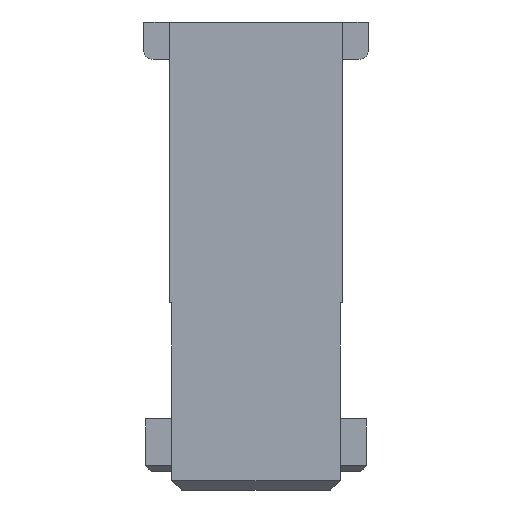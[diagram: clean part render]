
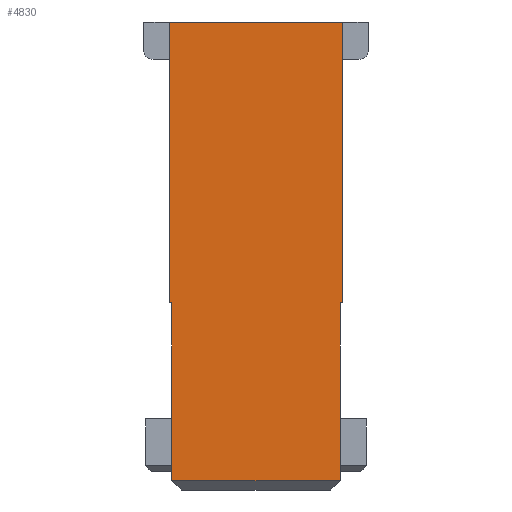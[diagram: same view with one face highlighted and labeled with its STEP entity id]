
A CAD part, left-side view. The second image highlights one B-rep face of the part: STEP entity #4830.
In plain terms, the highlighted planar face has unit normal (-1, 0, 0).
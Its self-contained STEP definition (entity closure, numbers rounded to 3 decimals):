
#1046=ORIENTED_EDGE('',*,*,#1984,.T.);
#1047=ORIENTED_EDGE('',*,*,#1885,.T.);
#1048=ORIENTED_EDGE('',*,*,#1985,.T.);
#1049=ORIENTED_EDGE('',*,*,#1974,.T.);
#1050=ORIENTED_EDGE('',*,*,#1445,.T.);
#1051=ORIENTED_EDGE('',*,*,#1986,.T.);
#1052=ORIENTED_EDGE('',*,*,#1518,.T.);
#1053=ORIENTED_EDGE('',*,*,#1983,.T.);
#1445=EDGE_CURVE('',#2125,#2124,#2571,.T.);
#1518=EDGE_CURVE('',#2173,#2172,#2634,.T.);
#1885=EDGE_CURVE('',#2426,#2429,#2995,.T.);
#1974=EDGE_CURVE('',#2481,#2125,#3084,.T.);
#1983=EDGE_CURVE('',#2172,#2483,#3093,.T.);
#1984=EDGE_CURVE('',#2483,#2426,#3094,.T.);
#1985=EDGE_CURVE('',#2429,#2481,#3095,.T.);
#1986=EDGE_CURVE('',#2124,#2173,#3096,.T.);
#2124=VERTEX_POINT('',#6429);
#2125=VERTEX_POINT('',#6431);
#2172=VERTEX_POINT('',#6576);
#2173=VERTEX_POINT('',#6578);
#2426=VERTEX_POINT('',#7318);
#2429=VERTEX_POINT('',#7325);
#2481=VERTEX_POINT('',#7496);
#2483=VERTEX_POINT('',#7509);
#2571=LINE('',#6430,#3235);
#2634=LINE('',#6577,#3298);
#2995=LINE('',#7326,#3659);
#3084=LINE('',#7495,#3748);
#3093=LINE('',#7510,#3757);
#3094=LINE('',#7512,#3758);
#3095=LINE('',#7513,#3759);
#3096=LINE('',#7514,#3760);
#3235=VECTOR('',#5214,1000.);
#3298=VECTOR('',#5349,1000.);
#3659=VECTOR('',#5972,1000.);
#3748=VECTOR('',#6119,1000.);
#3757=VECTOR('',#6134,1000.);
#3758=VECTOR('',#6137,1000.);
#3759=VECTOR('',#6138,1000.);
#3760=VECTOR('',#6139,1000.);
#4073=EDGE_LOOP('',(#1046,#1047,#1048,#1049,#1050,#1051,#1052,#1053));
#4335=FACE_BOUND('',#4073,.T.);
#4582=PLANE('',#5112);
#4830=ADVANCED_FACE('',(#4335),#4582,.T.);
#5112=AXIS2_PLACEMENT_3D('',#7511,#6135,#6136);
#5214=DIRECTION('',(0.,0.,1.));
#5349=DIRECTION('',(0.,0.,-1.));
#5972=DIRECTION('',(0.,-1.,0.));
#6119=DIRECTION('',(0.,-1.,0.));
#6134=DIRECTION('',(0.,-1.,0.));
#6135=DIRECTION('',(-1.,0.,0.));
#6136=DIRECTION('',(0.,0.,1.));
#6137=DIRECTION('',(0.,0.,-1.));
#6138=DIRECTION('',(0.,0.,1.));
#6139=DIRECTION('',(0.,1.,0.));
#6429=CARTESIAN_POINT('',(-7.5,-4.625,12.5));
#6430=CARTESIAN_POINT('',(-7.5,-4.625,12.5));
#6431=CARTESIAN_POINT('',(-7.5,-4.625,-2.5));
#6576=CARTESIAN_POINT('',(-7.5,4.625,-2.5));
#6577=CARTESIAN_POINT('',(-7.5,4.625,12.5));
#6578=CARTESIAN_POINT('',(-7.5,4.625,12.5));
#7318=CARTESIAN_POINT('',(-7.5,4.5,-12.));
#7325=CARTESIAN_POINT('',(-7.5,-4.5,-12.));
#7326=CARTESIAN_POINT('',(-7.5,-4.5,-12.));
#7495=CARTESIAN_POINT('',(-7.5,-4.625,-2.5));
#7496=CARTESIAN_POINT('',(-7.5,-4.5,-2.5));
#7509=CARTESIAN_POINT('',(-7.5,4.5,-2.5));
#7510=CARTESIAN_POINT('',(-7.5,4.625,-2.5));
#7511=CARTESIAN_POINT('',(-7.5,0.,0.));
#7512=CARTESIAN_POINT('',(-7.5,4.5,-2.5));
#7513=CARTESIAN_POINT('',(-7.5,-4.5,-2.5));
#7514=CARTESIAN_POINT('',(-7.5,4.625,12.5));
